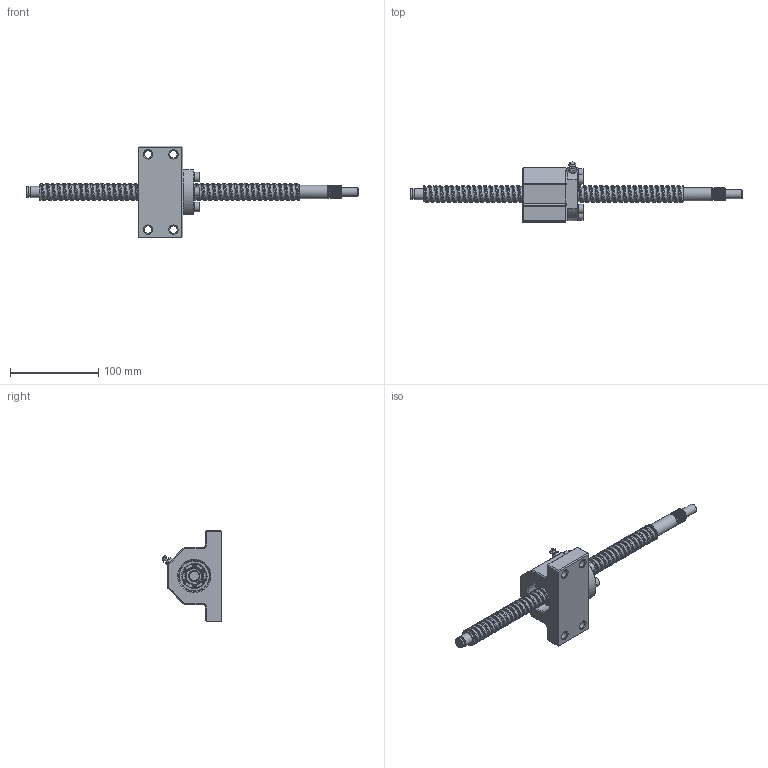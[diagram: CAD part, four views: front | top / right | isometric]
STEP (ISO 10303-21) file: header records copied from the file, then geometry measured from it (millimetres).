
FILE_DESCRIPTION(('FreeCAD Model'),'2;1');
FILE_NAME('Open CASCADE Shape Model','2025-05-09T05:03:03',('FreeCAD'),( 'FreeCAD'),'Open CASCADE STEP processor 7.6','FreeCAD','Unknown');
FILE_SCHEMA(('AUTOMOTIVE_DESIGN { 1 0 10303 214 1 1 1 1 }'));
Products named in the file (1): Open CASCADE STEP translator 7.6 1
Bounding box: 375.22 x 67.73 x 103.81 mm (x, y, z)
Volume: 301281.1 mm3; surface area: 74714.1 mm2
Topology: 13 solids, 13 shells, 695 faces, 1444 edges, 804 vertices
Faces by surface type: bspline 695
Entity records: 45042 total; most frequent: CARTESIAN_POINT 36835, ORIENTED_EDGE 2858, EDGE_CURVE 1429, VERTEX_POINT 804, FACE_BOUND 773, EDGE_LOOP 771, ADVANCED_FACE 694, B_SPLINE_CURVE_WITH_KNOTS 632
